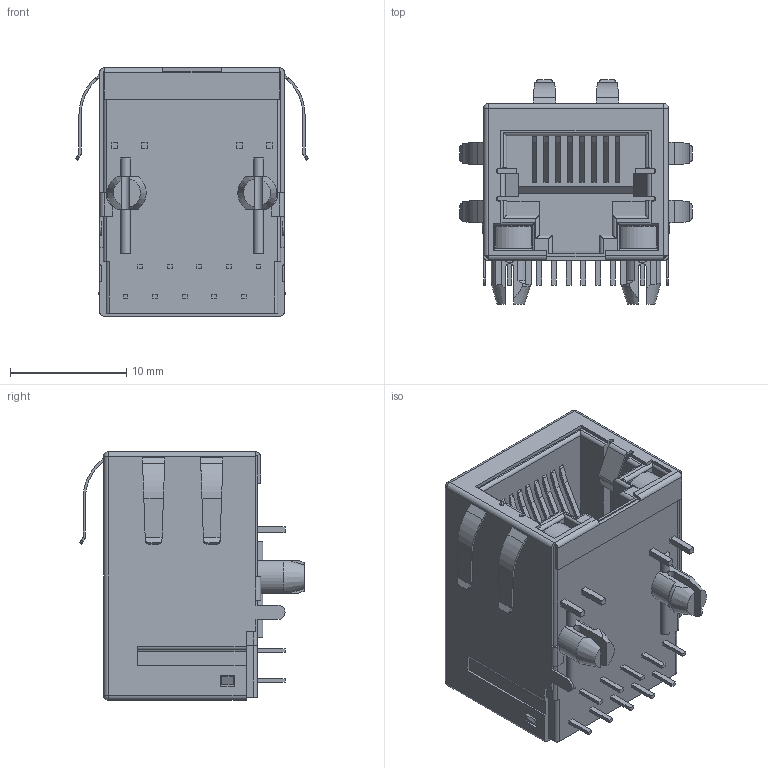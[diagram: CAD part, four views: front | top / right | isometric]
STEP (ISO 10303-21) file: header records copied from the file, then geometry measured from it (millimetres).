
FILE_DESCRIPTION((''),'2;1');
FILE_NAME('C-1-2301994-0','2016-12-14T',('workeradm'),('Tyco Electronics Ltd.'),'CREO PARAMETRIC BY PTC INC, 2016050','CREO PARAMETRIC BY PTC INC, 2016050','');
FILE_SCHEMA(('AUTOMOTIVE_DESIGN { 1 0 10303 214 1 1 1 1 }'));
Length unit declared in the file: millimetre
Products named in the file (1): C-1-2301994-0
Bounding box: 20 x 19.3 x 21.35 mm (x, y, z)
Volume: 3441.2 mm3; surface area: 2697.4 mm2
Topology: 1 solids, 1 shells, 502 faces, 1358 edges, 886 vertices
Faces by surface type: plane 365, cylinder 127, cone 6, sphere 4
Entity records: 16072 total; most frequent: CARTESIAN_POINT 3344, ORIENTED_EDGE 2716, DIRECTION 2392, EDGE_CURVE 1358, VECTOR 1088, LINE 1088, VERTEX_POINT 886, AXIS2_PLACEMENT_3D 652
